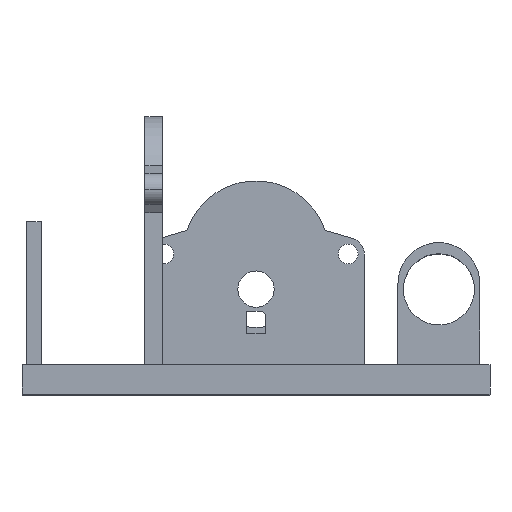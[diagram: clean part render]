
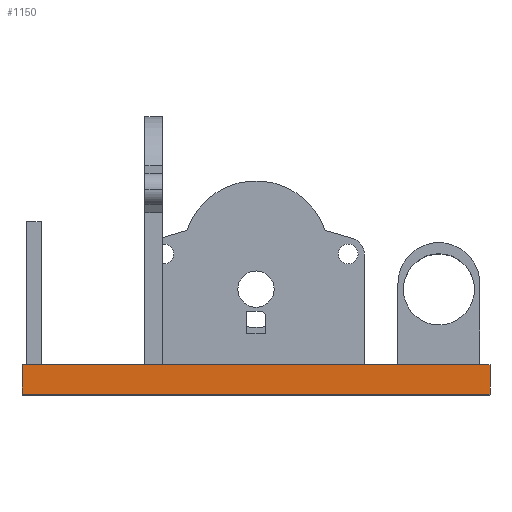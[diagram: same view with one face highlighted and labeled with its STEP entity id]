
A CAD part, top view. The second image highlights one B-rep face of the part: STEP entity #1150.
In plain terms, the highlighted planar face has unit normal (0, 0, 1).
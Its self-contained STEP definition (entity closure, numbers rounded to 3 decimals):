
#217 = PLANE ( 'NONE',  #7817 ) ;
#423 = DIRECTION ( 'NONE',  ( -1., 0., 0. ) ) ;
#956 = VERTEX_POINT ( 'NONE', #5317 ) ;
#1027 = DIRECTION ( 'NONE',  ( 1., 0., 0. ) ) ;
#1150 = ADVANCED_FACE ( 'NONE', ( #7608 ), #217, .F. ) ;
#1480 = VECTOR ( 'NONE', #6832, 1000. ) ;
#1663 = CARTESIAN_POINT ( 'NONE',  ( 31.227, 5., 67.046 ) ) ;
#1883 = VERTEX_POINT ( 'NONE', #4168 ) ;
#2206 = LINE ( 'NONE', #6226, #6376 ) ;
#2807 = CARTESIAN_POINT ( 'NONE',  ( -48.773, 5., 67.046 ) ) ;
#3830 = ORIENTED_EDGE ( 'NONE', *, *, #6016, .T. ) ;
#4168 = CARTESIAN_POINT ( 'NONE',  ( -48.773, 5., 67.046 ) ) ;
#4325 = CARTESIAN_POINT ( 'NONE',  ( 31.227, 5., 67.046 ) ) ;
#4787 = CARTESIAN_POINT ( 'NONE',  ( -48.773, 0., 67.046 ) ) ;
#4797 = DIRECTION ( 'NONE',  ( 1., 0., 0. ) ) ;
#4864 = VERTEX_POINT ( 'NONE', #4325 ) ;
#4961 = DIRECTION ( 'NONE',  ( 0., -1., 0. ) ) ;
#5317 = CARTESIAN_POINT ( 'NONE',  ( 31.227, 0., 67.046 ) ) ;
#5504 = ORIENTED_EDGE ( 'NONE', *, *, #7921, .F. ) ;
#5700 = CARTESIAN_POINT ( 'NONE',  ( -48.773, 5., 67.046 ) ) ;
#5739 = EDGE_LOOP ( 'NONE', ( #5504, #6931, #3830, #7629 ) ) ;
#6016 = EDGE_CURVE ( 'NONE', #1883, #8230, #8295, .T. ) ;
#6226 = CARTESIAN_POINT ( 'NONE',  ( -48.773, 5., 67.046 ) ) ;
#6251 = DIRECTION ( 'NONE',  ( 0., 0., -1. ) ) ;
#6376 = VECTOR ( 'NONE', #4797, 1000. ) ;
#6832 = DIRECTION ( 'NONE',  ( 0., -1., 0. ) ) ;
#6931 = ORIENTED_EDGE ( 'NONE', *, *, #7912, .F. ) ;
#7320 = VECTOR ( 'NONE', #4961, 1000. ) ;
#7325 = VECTOR ( 'NONE', #1027, 1000. ) ;
#7412 = LINE ( 'NONE', #1663, #1480 ) ;
#7608 = FACE_OUTER_BOUND ( 'NONE', #5739, .T. ) ;
#7629 = ORIENTED_EDGE ( 'NONE', *, *, #7841, .T. ) ;
#7817 = AXIS2_PLACEMENT_3D ( 'NONE', #2807, #6251, #423 ) ;
#7841 = EDGE_CURVE ( 'NONE', #8230, #956, #7967, .T. ) ;
#7912 = EDGE_CURVE ( 'NONE', #1883, #4864, #2206, .T. ) ;
#7921 = EDGE_CURVE ( 'NONE', #4864, #956, #7412, .T. ) ;
#7967 = LINE ( 'NONE', #8050, #7325 ) ;
#8050 = CARTESIAN_POINT ( 'NONE',  ( -48.773, 0., 67.046 ) ) ;
#8230 = VERTEX_POINT ( 'NONE', #4787 ) ;
#8295 = LINE ( 'NONE', #5700, #7320 ) ;
